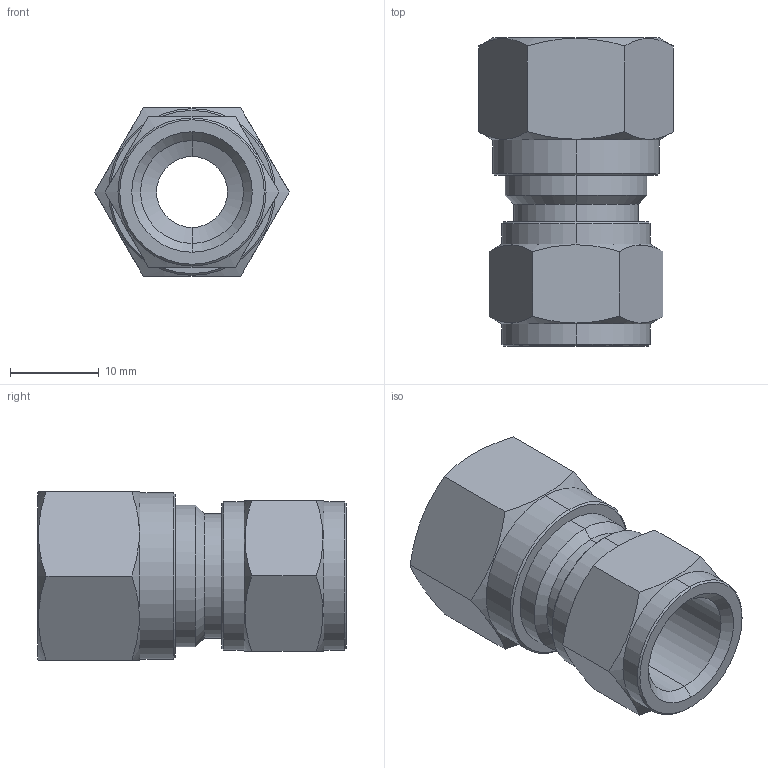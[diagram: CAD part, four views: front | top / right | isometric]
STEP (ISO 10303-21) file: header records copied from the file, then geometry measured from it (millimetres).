
FILE_DESCRIPTION (( 'STEP AP203' ), '1' );
FILE_NAME ('03030052.STEP', '2011-10-28T13:04:55', ( '' ), ( 'sopra-pneumatic' ), 'SwSTEP 2.0', 'SolidWorks 2011', '' );
FILE_SCHEMA (( 'CONFIG_CONTROL_DESIGN' ));
Length unit declared in the file: millimetre
Products named in the file (1): 03030052
Bounding box: 21.94 x 34.77 x 19 mm (x, y, z)
Volume: 6027.9 mm3; surface area: 3710.4 mm2
Topology: 1 solids, 1 shells, 55 faces, 126 edges, 76 vertices
Faces by surface type: cone 22, plane 17, cylinder 16
Entity records: 1821 total; most frequent: CARTESIAN_POINT 530, ORIENTED_EDGE 252, DIRECTION 250, EDGE_CURVE 126, AXIS2_PLACEMENT_3D 100, VERTEX_POINT 76, EDGE_LOOP 60, FACE_OUTER_BOUND 55
